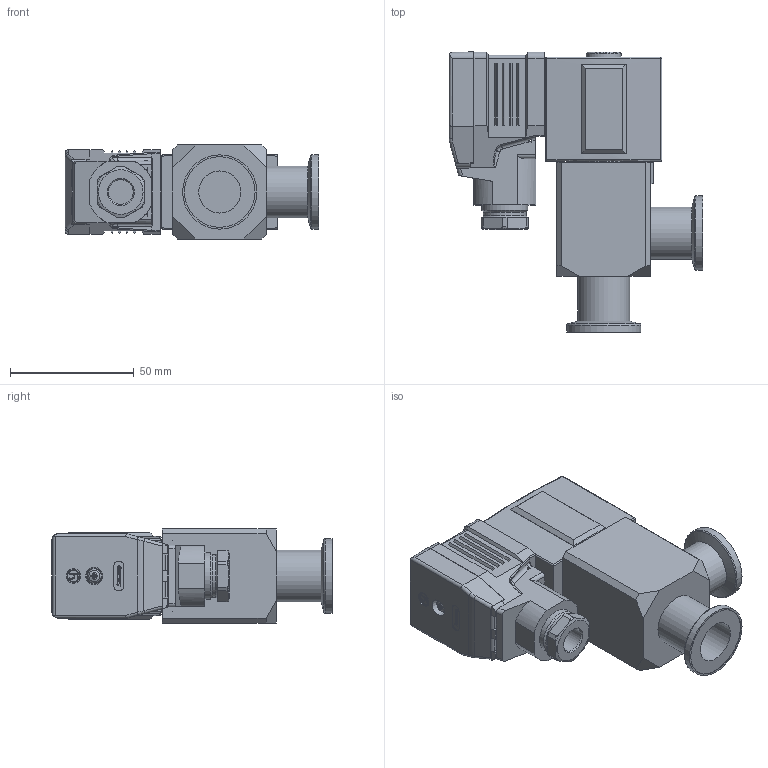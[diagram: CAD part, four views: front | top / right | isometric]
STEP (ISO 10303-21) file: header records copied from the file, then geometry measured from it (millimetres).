
FILE_DESCRIPTION(/* description */ (''),/* implementation_level */ '2;1');
FILE_NAME(/* name */ 'XLS-16-5D_JEVATEC.stp',/* time_stamp */ '2026-02-26T10:19:05+01:00',/* author */ ('BA'),/* organization */ (''),/* preprocessor_version */ 'ST-DEVELOPER v20',/* originating_system */ 'Autodesk Inventor 2025',/* authorisation */ '');
FILE_SCHEMA (('AUTOMOTIVE_DESIGN { 1 0 10303 214 3 1 1 }'));
Length unit declared in the file: millimetre
Products named in the file (1): XLS-16-5D_JEVATEC
Bounding box: 102.44 x 113.2 x 38 mm (x, y, z)
Volume: 170002.7 mm3; surface area: 47355.6 mm2
Topology: 1 solids, 2 shells, 1471 faces, 3924 edges, 2545 vertices
Faces by surface type: plane 920, cylinder 322, bspline 136, cone 43, torus 29, sphere 21
Full cylindrical faces by diameter (mm): 2.459 x1, 3 x3, 5.6 x1, 6 x2, 7 x4, 8.2 x4, 8.5 x1, 10 x2, 14.2 x2, 17 x2, 17.26 x1, 18.6 x1, 21 x2, 28.5 x2, 30 x2
Entity records: 48232 total; most frequent: CARTESIAN_POINT 12001, ORIENTED_EDGE 7804, DIRECTION 7042, EDGE_CURVE 3902, LINE 2740, VECTOR 2740, VERTEX_POINT 2545, AXIS2_PLACEMENT_3D 2151
